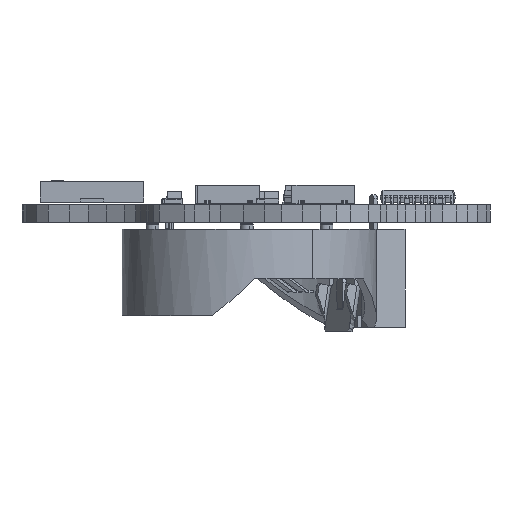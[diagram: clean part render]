
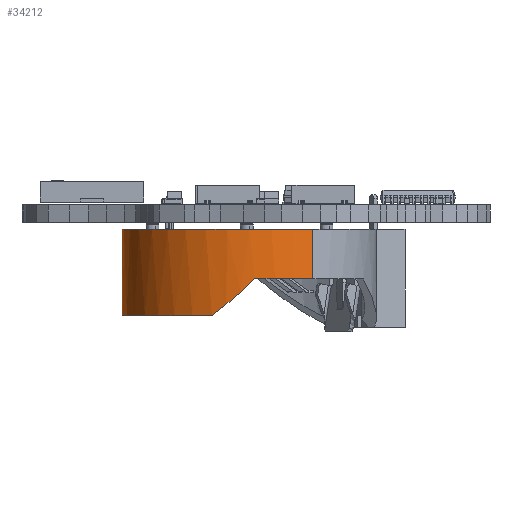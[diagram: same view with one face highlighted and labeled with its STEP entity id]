
A CAD part, left-side view. The second image highlights one B-rep face of the part: STEP entity #34212.
In plain terms, the highlighted cylindrical face has radius 11.05 mm (diameter 22.1 mm), a partial arc.
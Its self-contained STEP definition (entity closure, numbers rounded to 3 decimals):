
#33733 = VERTEX_POINT('',#33734);
#33734 = CARTESIAN_POINT('',(-110.315,5.342,
    -7.516));
#33740 = EDGE_CURVE('',#33741,#33733,#33743,.T.);
#33741 = VERTEX_POINT('',#33742);
#33742 = CARTESIAN_POINT('',(-110.315,5.342,
    7.516));
#33743 = CIRCLE('',#33744,11.05);
#33744 = AXIS2_PLACEMENT_3D('',#33745,#33746,#33747);
#33745 = CARTESIAN_POINT('',(-102.215,5.342,0.));
#33746 = DIRECTION('',(0.,-1.,0.));
#33747 = DIRECTION('',(0.,0.,-1.));
#33766 = VERTEX_POINT('',#33767);
#33767 = CARTESIAN_POINT('',(-107.315,2.142,
    9.803));
#33775 = EDGE_CURVE('',#33766,#33741,#33776,.T.);
#33776 = ( BOUNDED_CURVE() B_SPLINE_CURVE(3,(#33777,#33778,#33779,#33780
),.UNSPECIFIED.,.F.,.F.) B_SPLINE_CURVE_WITH_KNOTS((4,4),(2.051
,2.394),.PIECEWISE_BEZIER_KNOTS.) CURVE() 
GEOMETRIC_REPRESENTATION_ITEM() RATIONAL_B_SPLINE_CURVE((1.,
0.99,0.99,1.)) REPRESENTATION_ITEM('') );
#33777 = CARTESIAN_POINT('',(-107.315,2.142,
    9.803));
#33778 = CARTESIAN_POINT('',(-108.442,3.344,
    9.217));
#33779 = CARTESIAN_POINT('',(-109.452,4.421,
    8.447));
#33780 = CARTESIAN_POINT('',(-110.315,5.342,
    7.516));
#33791 = VERTEX_POINT('',#33792);
#33792 = CARTESIAN_POINT('',(-107.315,2.142,
    -9.803));
#33817 = VERTEX_POINT('',#33818);
#33818 = CARTESIAN_POINT('',(-102.215,2.142,-11.05));
#33825 = EDGE_CURVE('',#33791,#33817,#33826,.T.);
#33826 = CIRCLE('',#33827,11.05);
#33827 = AXIS2_PLACEMENT_3D('',#33828,#33829,#33830);
#33828 = CARTESIAN_POINT('',(-102.215,2.142,0.));
#33829 = DIRECTION('',(0.,-1.,0.));
#33830 = DIRECTION('',(0.,0.,-1.));
#33979 = EDGE_CURVE('',#33817,#33980,#33982,.T.);
#33980 = VERTEX_POINT('',#33981);
#33981 = CARTESIAN_POINT('',(-102.215,-2.158,-11.05));
#33982 = LINE('',#33983,#33984);
#33983 = CARTESIAN_POINT('',(-102.215,6.342,-11.05));
#33984 = VECTOR('',#33985,1.);
#33985 = DIRECTION('',(0.,-1.,0.));
#34033 = EDGE_CURVE('',#33733,#33791,#34034,.T.);
#34034 = ( BOUNDED_CURVE() B_SPLINE_CURVE(3,(#34035,#34036,#34037,#34038
),.UNSPECIFIED.,.F.,.F.) B_SPLINE_CURVE_WITH_KNOTS((4,4),(3.89
,4.233),.PIECEWISE_BEZIER_KNOTS.) CURVE() 
GEOMETRIC_REPRESENTATION_ITEM() RATIONAL_B_SPLINE_CURVE((1.,
0.99,0.99,1.)) REPRESENTATION_ITEM('') );
#34035 = CARTESIAN_POINT('',(-110.315,5.342,
    -7.516));
#34036 = CARTESIAN_POINT('',(-109.452,4.421,
    -8.447));
#34037 = CARTESIAN_POINT('',(-108.442,3.344,
    -9.217));
#34038 = CARTESIAN_POINT('',(-107.315,2.142,
    -9.803));
#34058 = EDGE_CURVE('',#34059,#33766,#34061,.T.);
#34059 = VERTEX_POINT('',#34060);
#34060 = CARTESIAN_POINT('',(-102.215,2.142,11.05));
#34061 = CIRCLE('',#34062,11.05);
#34062 = AXIS2_PLACEMENT_3D('',#34063,#34064,#34065);
#34063 = CARTESIAN_POINT('',(-102.215,2.142,0.));
#34064 = DIRECTION('',(0.,-1.,0.));
#34065 = DIRECTION('',(0.,0.,-1.));
#34212 = ADVANCED_FACE('',(#34213),#34236,.T.);
#34213 = FACE_BOUND('',#34214,.T.);
#34214 = EDGE_LOOP('',(#34215,#34223,#34224,#34225,#34226,#34227,#34228,
    #34229));
#34215 = ORIENTED_EDGE('',*,*,#34216,.F.);
#34216 = EDGE_CURVE('',#34059,#34217,#34219,.T.);
#34217 = VERTEX_POINT('',#34218);
#34218 = CARTESIAN_POINT('',(-102.215,-2.158,11.05));
#34219 = LINE('',#34220,#34221);
#34220 = CARTESIAN_POINT('',(-102.215,6.342,11.05));
#34221 = VECTOR('',#34222,1.);
#34222 = DIRECTION('',(0.,-1.,0.));
#34223 = ORIENTED_EDGE('',*,*,#34058,.T.);
#34224 = ORIENTED_EDGE('',*,*,#33775,.T.);
#34225 = ORIENTED_EDGE('',*,*,#33740,.T.);
#34226 = ORIENTED_EDGE('',*,*,#34033,.T.);
#34227 = ORIENTED_EDGE('',*,*,#33825,.T.);
#34228 = ORIENTED_EDGE('',*,*,#33979,.T.);
#34229 = ORIENTED_EDGE('',*,*,#34230,.T.);
#34230 = EDGE_CURVE('',#33980,#34217,#34231,.T.);
#34231 = CIRCLE('',#34232,11.05);
#34232 = AXIS2_PLACEMENT_3D('',#34233,#34234,#34235);
#34233 = CARTESIAN_POINT('',(-102.215,-2.158,0.));
#34234 = DIRECTION('',(0.,1.,0.));
#34235 = DIRECTION('',(0.,-0.,1.));
#34236 = CYLINDRICAL_SURFACE('',#34237,11.05);
#34237 = AXIS2_PLACEMENT_3D('',#34238,#34239,#34240);
#34238 = CARTESIAN_POINT('',(-102.215,6.342,0.));
#34239 = DIRECTION('',(0.,1.,0.));
#34240 = DIRECTION('',(0.,0.,-1.));
